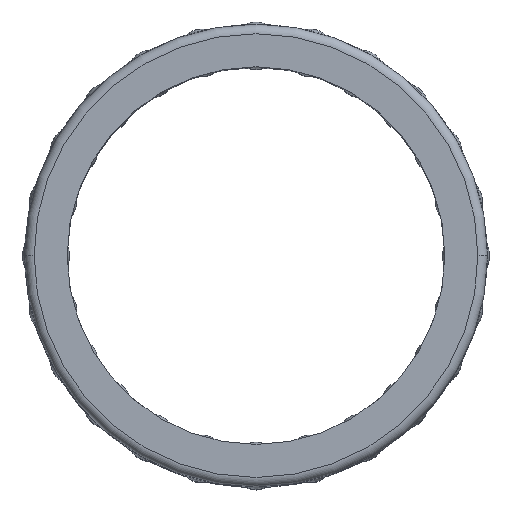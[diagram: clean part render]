
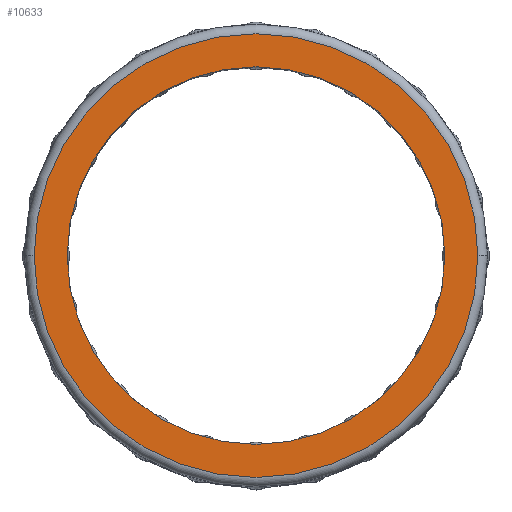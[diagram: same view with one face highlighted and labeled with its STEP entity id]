
A CAD part, top view. The second image highlights one B-rep face of the part: STEP entity #10633.
In plain terms, the highlighted planar face has unit normal (0, 0, 1).
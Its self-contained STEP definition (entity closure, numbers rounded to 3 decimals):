
#1765 = ORIENTED_EDGE ( 'NONE', *, *, #21640, .F. ) ;
#1815 = EDGE_CURVE ( 'NONE', #16266, #7227, #19777, .T. ) ;
#2427 = CIRCLE ( 'NONE', #5261, 20. ) ;
#3197 = CIRCLE ( 'NONE', #15291, 20. ) ;
#4042 = CARTESIAN_POINT ( 'NONE',  ( -20., 0., 0. ) ) ;
#4770 = ORIENTED_EDGE ( 'NONE', *, *, #6399, .F. ) ;
#5162 = ORIENTED_EDGE ( 'NONE', *, *, #15100, .T. ) ;
#5261 = AXIS2_PLACEMENT_3D ( 'NONE', #17994, #15502, #13158 ) ;
#6399 = EDGE_CURVE ( 'NONE', #15153, #7280, #2427, .T. ) ;
#6951 = AXIS2_PLACEMENT_3D ( 'NONE', #23059, #16170, #21013 ) ;
#7227 = VERTEX_POINT ( 'NONE', #11242 ) ;
#7280 = VERTEX_POINT ( 'NONE', #4042 ) ;
#10633 = ADVANCED_FACE ( 'NONE', ( #19254, #21122 ), #30257, .T. ) ;
#11122 = DIRECTION ( 'NONE',  ( 1., 0., 0. ) ) ;
#11242 = CARTESIAN_POINT ( 'NONE',  ( 23.5, 0., 0. ) ) ;
#12892 = AXIS2_PLACEMENT_3D ( 'NONE', #15565, #24923, #15775 ) ;
#13158 = DIRECTION ( 'NONE',  ( 1., 0., 0. ) ) ;
#13559 = DIRECTION ( 'NONE',  ( 0., 0., 1. ) ) ;
#13659 = DIRECTION ( 'NONE',  ( 1., 0., 0. ) ) ;
#14896 = AXIS2_PLACEMENT_3D ( 'NONE', #18020, #22954, #11122 ) ;
#15100 = EDGE_CURVE ( 'NONE', #7227, #16266, #25062, .T. ) ;
#15153 = VERTEX_POINT ( 'NONE', #28219 ) ;
#15291 = AXIS2_PLACEMENT_3D ( 'NONE', #16128, #13559, #13659 ) ;
#15502 = DIRECTION ( 'NONE',  ( 0., 0., 1. ) ) ;
#15565 = CARTESIAN_POINT ( 'NONE',  ( 0., 0., 0. ) ) ;
#15775 = DIRECTION ( 'NONE',  ( 1., 0., 0. ) ) ;
#16128 = CARTESIAN_POINT ( 'NONE',  ( 0., 0., 0. ) ) ;
#16170 = DIRECTION ( 'NONE',  ( 0., 0., 1. ) ) ;
#16266 = VERTEX_POINT ( 'NONE', #27830 ) ;
#17994 = CARTESIAN_POINT ( 'NONE',  ( 0., 0., 0. ) ) ;
#18020 = CARTESIAN_POINT ( 'NONE',  ( 0., 0., 0. ) ) ;
#19254 = FACE_OUTER_BOUND ( 'NONE', #22576, .T. ) ;
#19382 = ORIENTED_EDGE ( 'NONE', *, *, #1815, .T. ) ;
#19777 = CIRCLE ( 'NONE', #14896, 23.5 ) ;
#21013 = DIRECTION ( 'NONE',  ( 1., 0., 0. ) ) ;
#21122 = FACE_BOUND ( 'NONE', #28208, .T. ) ;
#21640 = EDGE_CURVE ( 'NONE', #7280, #15153, #3197, .T. ) ;
#22576 = EDGE_LOOP ( 'NONE', ( #5162, #19382 ) ) ;
#22954 = DIRECTION ( 'NONE',  ( 0., 0., 1. ) ) ;
#23059 = CARTESIAN_POINT ( 'NONE',  ( 0., 0., 0. ) ) ;
#24923 = DIRECTION ( 'NONE',  ( 0., 0., 1. ) ) ;
#25062 = CIRCLE ( 'NONE', #12892, 23.5 ) ;
#27830 = CARTESIAN_POINT ( 'NONE',  ( -23.5, 0., 0. ) ) ;
#28208 = EDGE_LOOP ( 'NONE', ( #4770, #1765 ) ) ;
#28219 = CARTESIAN_POINT ( 'NONE',  ( 20., 0., 0. ) ) ;
#30257 = PLANE ( 'NONE',  #6951 ) ;
